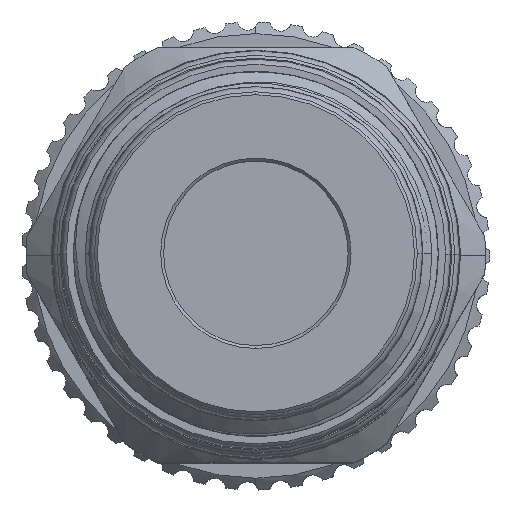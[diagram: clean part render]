
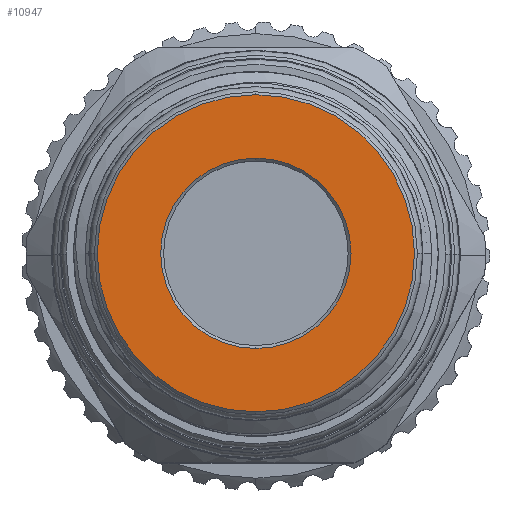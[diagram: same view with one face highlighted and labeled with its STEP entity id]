
A CAD part, top view. The second image highlights one B-rep face of the part: STEP entity #10947.
In plain terms, the highlighted planar face has unit normal (0, 0, 1).
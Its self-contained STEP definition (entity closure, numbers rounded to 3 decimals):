
#284 = CARTESIAN_POINT ( 'NONE',  ( 0., 0., 19.06 ) ) ;
#1012 = ORIENTED_EDGE ( 'NONE', *, *, #22546, .T. ) ;
#2130 = DIRECTION ( 'NONE',  ( 0., 0., -1. ) ) ;
#2639 = AXIS2_PLACEMENT_3D ( 'NONE', #26255, #35146, #26134 ) ;
#4500 = AXIS2_PLACEMENT_3D ( 'NONE', #284, #6098, #20793 ) ;
#4812 = DIRECTION ( 'NONE',  ( 0., 0., -1. ) ) ;
#4898 = CARTESIAN_POINT ( 'NONE',  ( 0., 10.915, 19.06 ) ) ;
#5732 = VERTEX_POINT ( 'NONE', #18439 ) ;
#6098 = DIRECTION ( 'NONE',  ( 0., 0., -1. ) ) ;
#7595 = AXIS2_PLACEMENT_3D ( 'NONE', #37061, #4812, #37426 ) ;
#7951 = CARTESIAN_POINT ( 'NONE',  ( 0., 0., 19.06 ) ) ;
#8024 = DIRECTION ( 'NONE',  ( 0., 0., -1. ) ) ;
#8149 = DIRECTION ( 'NONE',  ( 0., -1., 0. ) ) ;
#10307 = EDGE_CURVE ( 'NONE', #5732, #26002, #27068, .T. ) ;
#10503 = EDGE_LOOP ( 'NONE', ( #1012, #31370 ) ) ;
#10947 = ADVANCED_FACE ( 'NONE', ( #35359, #20606 ), #34649, .T. ) ;
#12145 = CIRCLE ( 'NONE', #23192, 10.915 ) ;
#13245 = CIRCLE ( 'NONE', #4500, 6.55 ) ;
#13823 = CARTESIAN_POINT ( 'NONE',  ( 0., 6.55, 19.06 ) ) ;
#17425 = EDGE_CURVE ( 'NONE', #26002, #5732, #12145, .T. ) ;
#17891 = ORIENTED_EDGE ( 'NONE', *, *, #10307, .F. ) ;
#18439 = CARTESIAN_POINT ( 'NONE',  ( 0., -10.915, 19.06 ) ) ;
#20606 = FACE_OUTER_BOUND ( 'NONE', #29679, .T. ) ;
#20793 = DIRECTION ( 'NONE',  ( 0., -1., 0. ) ) ;
#21149 = CIRCLE ( 'NONE', #25280, 6.55 ) ;
#22546 = EDGE_CURVE ( 'NONE', #27715, #33773, #13245, .T. ) ;
#23192 = AXIS2_PLACEMENT_3D ( 'NONE', #7951, #2130, #31257 ) ;
#25280 = AXIS2_PLACEMENT_3D ( 'NONE', #37398, #8024, #8149 ) ;
#26002 = VERTEX_POINT ( 'NONE', #4898 ) ;
#26134 = DIRECTION ( 'NONE',  ( 0., 1., 0. ) ) ;
#26255 = CARTESIAN_POINT ( 'NONE',  ( 0., 0., 19.06 ) ) ;
#26789 = CARTESIAN_POINT ( 'NONE',  ( 0., -6.55, 19.06 ) ) ;
#27068 = CIRCLE ( 'NONE', #7595, 10.915 ) ;
#27715 = VERTEX_POINT ( 'NONE', #13823 ) ;
#29679 = EDGE_LOOP ( 'NONE', ( #17891, #37560 ) ) ;
#31257 = DIRECTION ( 'NONE',  ( 0., -1., 0. ) ) ;
#31370 = ORIENTED_EDGE ( 'NONE', *, *, #36163, .T. ) ;
#33773 = VERTEX_POINT ( 'NONE', #26789 ) ;
#34649 = PLANE ( 'NONE',  #2639 ) ;
#35146 = DIRECTION ( 'NONE',  ( 0., 0., 1. ) ) ;
#35359 = FACE_BOUND ( 'NONE', #10503, .T. ) ;
#36163 = EDGE_CURVE ( 'NONE', #33773, #27715, #21149, .T. ) ;
#37061 = CARTESIAN_POINT ( 'NONE',  ( 0., 0., 19.06 ) ) ;
#37398 = CARTESIAN_POINT ( 'NONE',  ( 0., 0., 19.06 ) ) ;
#37426 = DIRECTION ( 'NONE',  ( 0., -1., 0. ) ) ;
#37560 = ORIENTED_EDGE ( 'NONE', *, *, #17425, .F. ) ;
